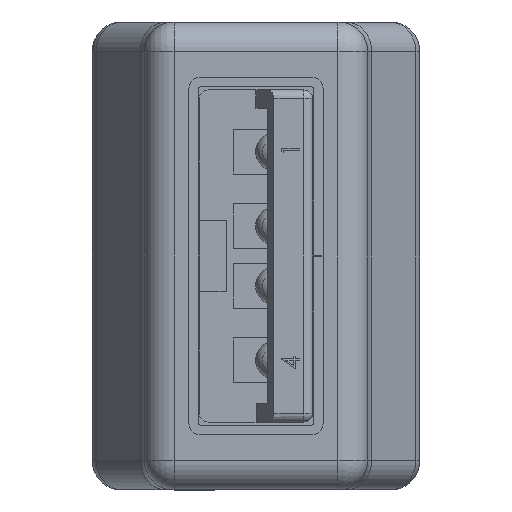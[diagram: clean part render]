
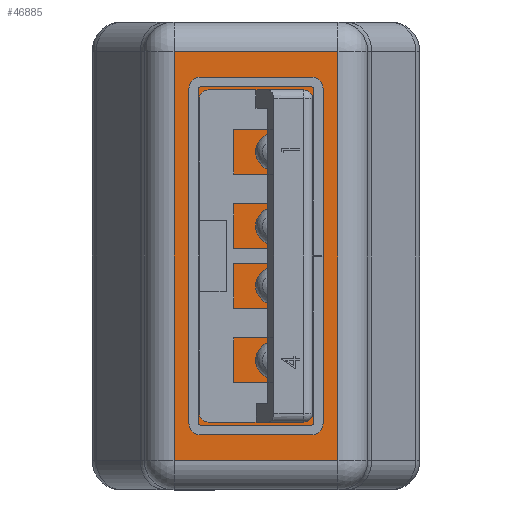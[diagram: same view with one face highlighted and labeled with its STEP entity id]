
A CAD part, left-side view. The second image highlights one B-rep face of the part: STEP entity #46885.
In plain terms, the highlighted face is planar.
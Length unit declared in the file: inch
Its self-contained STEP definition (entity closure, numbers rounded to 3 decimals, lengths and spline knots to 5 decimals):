
#6633 = PLANE ( 'NONE',  #37120 ) ;
#6634 = CARTESIAN_POINT ( 'NONE',  ( -0.30906, 0.14764, 0.55118 ) ) ;
#6639 = DIRECTION ( 'NONE',  ( 0., 0., -1. ) ) ;
#6640 = DIRECTION ( 'NONE',  ( -1., 0., 0. ) ) ;
#7673 = EDGE_LOOP ( 'NONE', ( #56240, #56242, #56244, #56245 ) ) ;
#23965 = LINE ( 'NONE', #24869, #23976 ) ;
#23971 = LINE ( 'NONE', #24880, #23974 ) ;
#23974 = VECTOR ( 'NONE', #24882, 39.37008 ) ;
#23975 = LINE ( 'NONE', #24884, #23978 ) ;
#23976 = VECTOR ( 'NONE', #24883, 39.37008 ) ;
#23977 = LINE ( 'NONE', #24886, #23980 ) ;
#23978 = VECTOR ( 'NONE', #24885, 39.37008 ) ;
#23980 = VECTOR ( 'NONE', #24887, 39.37008 ) ;
#24869 = CARTESIAN_POINT ( 'NONE',  ( -0.26969, 0.14764, 0.55118 ) ) ;
#24880 = CARTESIAN_POINT ( 'NONE',  ( -0.30906, 0.10827, 0.55118 ) ) ;
#24882 = DIRECTION ( 'NONE',  ( -1., 0., 0. ) ) ;
#24883 = DIRECTION ( 'NONE',  ( 0., -1., 0. ) ) ;
#24884 = CARTESIAN_POINT ( 'NONE',  ( 0.30906, -0.10827, 0.55118 ) ) ;
#24885 = DIRECTION ( 'NONE',  ( 1., 0., 0. ) ) ;
#24886 = CARTESIAN_POINT ( 'NONE',  ( 0.26969, 0.14764, 0.55118 ) ) ;
#24887 = DIRECTION ( 'NONE',  ( 0., 1., 0. ) ) ;
#25379 = CARTESIAN_POINT ( 'NONE',  ( 0.26969, 0.10827, 0.55118 ) ) ;
#25380 = CARTESIAN_POINT ( 'NONE',  ( -0.26969, 0.10827, 0.55118 ) ) ;
#25385 = CARTESIAN_POINT ( 'NONE',  ( -0.26969, -0.10827, 0.55118 ) ) ;
#25386 = CARTESIAN_POINT ( 'NONE',  ( 0.26969, -0.10827, 0.55118 ) ) ;
#37120 = AXIS2_PLACEMENT_3D ( 'NONE', #6634, #6639, #6640 ) ;
#46885 = ADVANCED_FACE ( 'NONE', ( #61226 ), #6633, .F. ) ;
#53885 = EDGE_CURVE ( 'NONE', #56821, #56823, #23971, .T. ) ;
#53887 = EDGE_CURVE ( 'NONE', #56823, #56833, #23965, .T. ) ;
#53889 = EDGE_CURVE ( 'NONE', #56833, #56835, #23975, .T. ) ;
#53891 = EDGE_CURVE ( 'NONE', #56835, #56821, #23977, .T. ) ;
#56240 = ORIENTED_EDGE ( 'NONE', *, *, #53885, .T. ) ;
#56242 = ORIENTED_EDGE ( 'NONE', *, *, #53887, .T. ) ;
#56244 = ORIENTED_EDGE ( 'NONE', *, *, #53889, .T. ) ;
#56245 = ORIENTED_EDGE ( 'NONE', *, *, #53891, .T. ) ;
#56821 = VERTEX_POINT ( 'NONE', #25379 ) ;
#56823 = VERTEX_POINT ( 'NONE', #25380 ) ;
#56833 = VERTEX_POINT ( 'NONE', #25385 ) ;
#56835 = VERTEX_POINT ( 'NONE', #25386 ) ;
#61226 = FACE_OUTER_BOUND ( 'NONE', #7673, .T. ) ;
